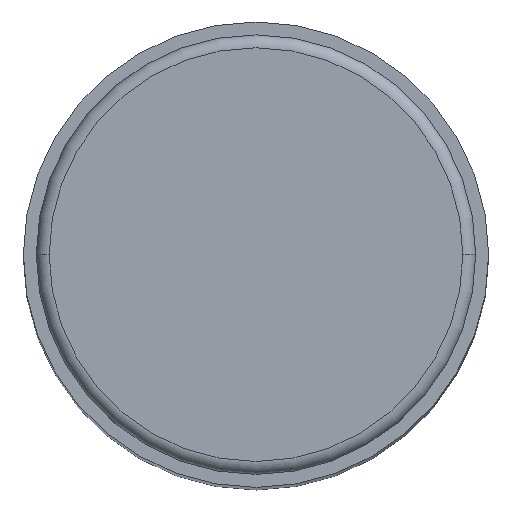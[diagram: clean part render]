
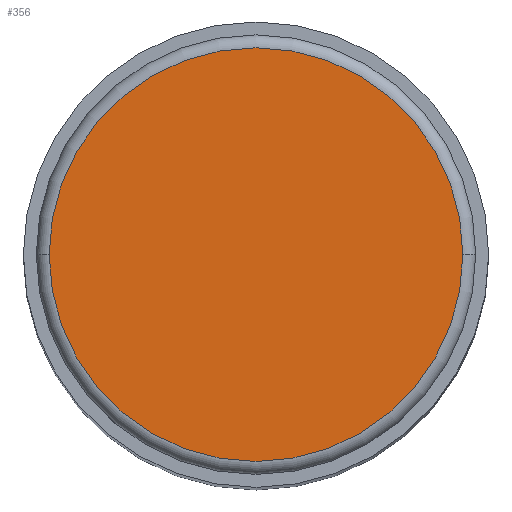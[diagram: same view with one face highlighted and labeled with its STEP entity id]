
A CAD part, top view. The second image highlights one B-rep face of the part: STEP entity #356.
In plain terms, the highlighted planar face has unit normal (0, 0, 1).
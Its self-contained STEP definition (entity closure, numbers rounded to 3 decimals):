
#56=CARTESIAN_POINT('',(0.,0.,0.));
#57=DIRECTION('',(0.,0.,1.));
#58=DIRECTION('',(1.,0.,0.));
#59=AXIS2_PLACEMENT_3D('',#56,#57,#58);
#65=CARTESIAN_POINT('',(0.,0.,0.));
#66=DIRECTION('',(0.,0.,1.));
#67=DIRECTION('',(-1.,0.,0.));
#68=AXIS2_PLACEMENT_3D('',#65,#66,#67);
#317=CARTESIAN_POINT('',(8.,0.,0.));
#318=CARTESIAN_POINT('',(-8.,0.,0.));
#319=VERTEX_POINT('',#317);
#320=VERTEX_POINT('',#318);
#345=CARTESIAN_POINT('',(0.,0.,0.));
#346=DIRECTION('',(0.,0.,1.));
#347=DIRECTION('',(1.,0.,0.));
#348=AXIS2_PLACEMENT_3D('',#345,#346,#347);
#349=PLANE('',#348);
#351=ORIENTED_EDGE('',*,*,#350,.F.);
#353=ORIENTED_EDGE('',*,*,#352,.F.);
#354=EDGE_LOOP('',(#351,#353));
#355=FACE_OUTER_BOUND('',#354,.F.);
#356=ADVANCED_FACE('',(#355),#349,.T.);
#60=CIRCLE('',#59,8.);
#69=CIRCLE('',#68,8.);
#350=EDGE_CURVE('',#319,#320,#60,.T.);
#352=EDGE_CURVE('',#320,#319,#69,.T.);
